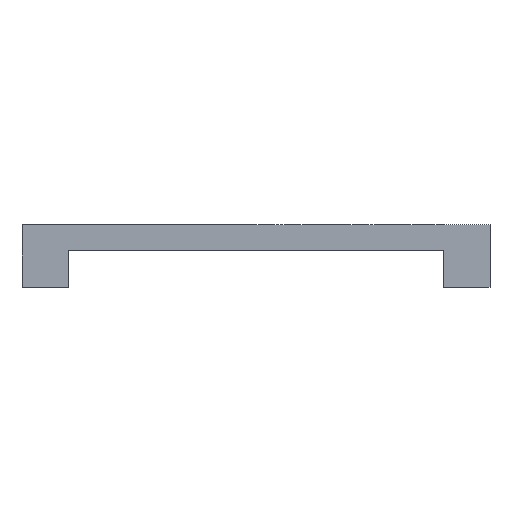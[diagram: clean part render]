
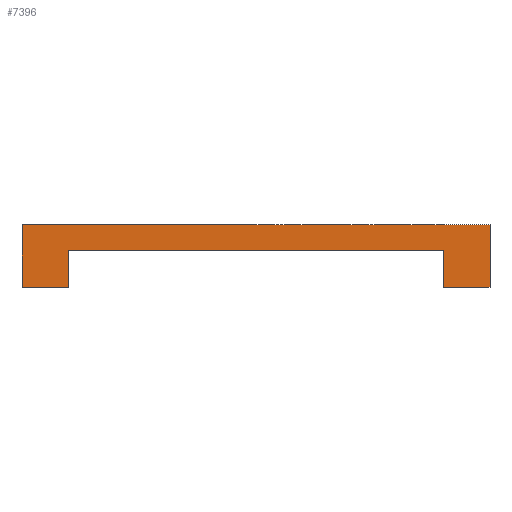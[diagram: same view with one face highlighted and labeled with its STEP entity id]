
A CAD part, left-side view. The second image highlights one B-rep face of the part: STEP entity #7396.
In plain terms, the highlighted planar face has unit normal (-1, 0, 0).
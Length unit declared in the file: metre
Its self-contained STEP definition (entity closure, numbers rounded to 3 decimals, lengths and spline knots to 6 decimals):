
#373=LINE('',#11876,#693);
#378=LINE('',#11943,#698);
#390=LINE('',#11965,#710);
#391=LINE('',#11967,#711);
#392=LINE('',#11969,#712);
#393=LINE('',#11970,#713);
#394=LINE('',#11972,#714);
#395=LINE('',#11974,#715);
#693=VECTOR('',#9258,1.);
#698=VECTOR('',#9321,1.);
#710=VECTOR('',#9337,1.);
#711=VECTOR('',#9340,1.);
#712=VECTOR('',#9341,1.);
#713=VECTOR('',#9342,1.);
#714=VECTOR('',#9343,1.);
#715=VECTOR('',#9344,1.);
#1192=ORIENTED_EDGE('',*,*,#3234,.T.);
#1193=ORIENTED_EDGE('',*,*,#3235,.F.);
#1194=ORIENTED_EDGE('',*,*,#3236,.T.);
#1195=ORIENTED_EDGE('',*,*,#3189,.T.);
#1196=ORIENTED_EDGE('',*,*,#3237,.F.);
#1197=ORIENTED_EDGE('',*,*,#3238,.T.);
#1198=ORIENTED_EDGE('',*,*,#3239,.F.);
#1199=ORIENTED_EDGE('',*,*,#3222,.F.);
#3189=EDGE_CURVE('',#4214,#4213,#373,.T.);
#3222=EDGE_CURVE('',#4246,#4247,#378,.T.);
#3234=EDGE_CURVE('',#4246,#4254,#390,.T.);
#3235=EDGE_CURVE('',#4255,#4254,#391,.T.);
#3236=EDGE_CURVE('',#4255,#4214,#392,.T.);
#3237=EDGE_CURVE('',#4256,#4213,#393,.T.);
#3238=EDGE_CURVE('',#4256,#4257,#394,.T.);
#3239=EDGE_CURVE('',#4247,#4257,#395,.T.);
#4213=VERTEX_POINT('',#11875);
#4214=VERTEX_POINT('',#11877);
#4246=VERTEX_POINT('',#11942);
#4247=VERTEX_POINT('',#11944);
#4254=VERTEX_POINT('',#11964);
#4255=VERTEX_POINT('',#11968);
#4256=VERTEX_POINT('',#11971);
#4257=VERTEX_POINT('',#11973);
#5681=EDGE_LOOP('',(#1192,#1193,#1194,#1195,#1196,#1197,#1198,#1199));
#6559=FACE_BOUND('',#5681,.T.);
#7308=PLANE('',#8005);
#7396=ADVANCED_FACE('',(#6559),#7308,.F.);
#8005=AXIS2_PLACEMENT_3D('',#11966,#9338,#9339);
#9258=DIRECTION('',(0.,-1.,0.));
#9321=DIRECTION('',(0.,-1.,0.));
#9337=DIRECTION('',(0.,0.,-1.));
#9338=DIRECTION('',(1.,0.,0.));
#9339=DIRECTION('',(0.,1.,0.));
#9340=DIRECTION('',(0.,1.,0.));
#9341=DIRECTION('',(0.,0.,1.));
#9342=DIRECTION('',(0.,0.,1.));
#9343=DIRECTION('',(0.,-1.,0.));
#9344=DIRECTION('',(0.,0.,-1.));
#11875=CARTESIAN_POINT('',(-0.05035,-0.04035,-0.0005));
#11876=CARTESIAN_POINT('',(-0.05035,0.,-0.0005));
#11877=CARTESIAN_POINT('',(-0.05035,0.04035,-0.0005));
#11942=CARTESIAN_POINT('',(-0.05035,0.05035,0.005));
#11943=CARTESIAN_POINT('',(-0.05035,0.,0.005));
#11944=CARTESIAN_POINT('',(-0.05035,-0.05035,0.005));
#11964=CARTESIAN_POINT('',(-0.05035,0.05035,-0.0085));
#11965=CARTESIAN_POINT('',(-0.05035,0.05035,0.005));
#11966=CARTESIAN_POINT('',(-0.05035,0.,0.005));
#11967=CARTESIAN_POINT('',(-0.05035,0.,-0.0085));
#11968=CARTESIAN_POINT('',(-0.05035,0.04035,-0.0085));
#11969=CARTESIAN_POINT('',(-0.05035,0.04035,-0.0085));
#11970=CARTESIAN_POINT('',(-0.05035,-0.04035,-0.0085));
#11971=CARTESIAN_POINT('',(-0.05035,-0.04035,-0.0085));
#11972=CARTESIAN_POINT('',(-0.05035,0.,-0.0085));
#11973=CARTESIAN_POINT('',(-0.05035,-0.05035,-0.0085));
#11974=CARTESIAN_POINT('',(-0.05035,-0.05035,0.005));
